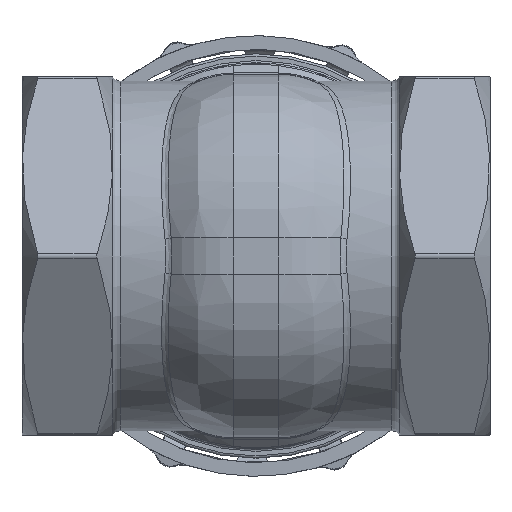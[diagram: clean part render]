
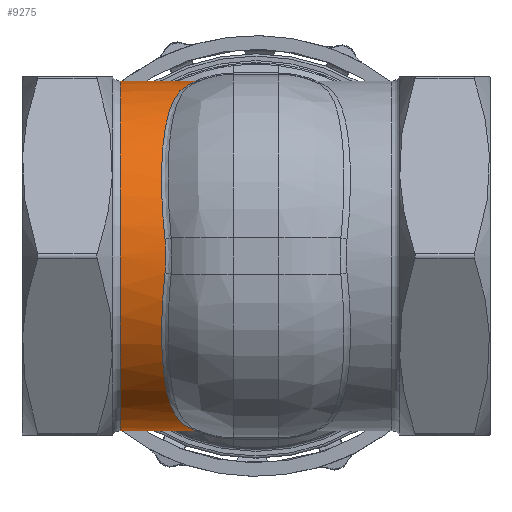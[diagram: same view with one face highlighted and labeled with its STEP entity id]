
A CAD part, front view. The second image highlights one B-rep face of the part: STEP entity #9275.
In plain terms, the highlighted cylindrical face has radius 38.5 mm (diameter 77 mm), a full revolution.
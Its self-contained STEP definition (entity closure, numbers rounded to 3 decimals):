
#408=B_SPLINE_CURVE_WITH_KNOTS('',3,(#13648,#13649,#13650,#13651,#13652,
#13653,#13654,#13655,#13656,#13657,#13658,#13659),.UNSPECIFIED.,.F.,.F.,
(4,1,1,1,1,1,1,1,1,4),(0.,0.709,2.127,2.836,
3.19,3.544,3.899,4.253,4.608,
4.962),.UNSPECIFIED.);
#410=B_SPLINE_CURVE_WITH_KNOTS('',3,(#13703,#13704,#13705,#13706,#13707,
#13708,#13709,#13710),.UNSPECIFIED.,.F.,.F.,(4,1,1,1,1,4),(0.,0.743,
1.486,2.971,4.457,5.2),
 .UNSPECIFIED.);
#412=B_SPLINE_CURVE_WITH_KNOTS('',3,(#13734,#13735,#13736,#13737),
 .UNSPECIFIED.,.F.,.F.,(4,4),(0.,0.803),
 .UNSPECIFIED.);
#414=B_SPLINE_CURVE_WITH_KNOTS('',3,(#13811,#13812,#13813,#13814,#13815,
#13816),.UNSPECIFIED.,.F.,.F.,(4,1,1,4),(0.,0.354,0.709,
0.858),.UNSPECIFIED.);
#415=B_SPLINE_CURVE_WITH_KNOTS('',3,(#13817,#13818,#13819,#13820,#13821,
#13822,#13823,#13824,#13825),.UNSPECIFIED.,.F.,.F.,(4,1,1,1,1,1,4),(0.858,
1.063,1.418,2.127,3.544,4.253,
4.962),.UNSPECIFIED.);
#417=B_SPLINE_CURVE_WITH_KNOTS('',3,(#13866,#13867,#13868,#13869,#13870,
#13871,#13872,#13873),.UNSPECIFIED.,.F.,.F.,(4,1,1,1,1,4),(0.,
1.486,2.229,3.714,4.457,5.2),
 .UNSPECIFIED.);
#419=B_SPLINE_CURVE_WITH_KNOTS('',3,(#13907,#13908,#13909,#13910),
 .UNSPECIFIED.,.F.,.F.,(4,4),(0.,0.432),.UNSPECIFIED.);
#421=B_SPLINE_CURVE_WITH_KNOTS('',3,(#13935,#13936,#13937,#13938),
 .UNSPECIFIED.,.F.,.F.,(4,4),(0.,0.432),
 .UNSPECIFIED.);
#1025=CYLINDRICAL_SURFACE('',#9965,38.5);
#1409=FACE_OUTER_BOUND('',#1928,.T.);
#1928=EDGE_LOOP('',(#6336,#6337,#6338,#6339,#6340,#6341,#6342,#6343,#6344,
#6345,#6346,#6347));
#2490=LINE('',#13980,#2849);
#2849=VECTOR('',#11028,38.5);
#3138=CIRCLE('',#9956,38.5);
#3144=CIRCLE('',#9966,38.5);
#3580=VERTEX_POINT('',#13644);
#3581=VERTEX_POINT('',#13646);
#3582=VERTEX_POINT('',#13692);
#3584=VERTEX_POINT('',#13727);
#3586=VERTEX_POINT('',#13793);
#3589=VERTEX_POINT('',#13808);
#3590=VERTEX_POINT('',#13810);
#3591=VERTEX_POINT('',#13875);
#3594=VERTEX_POINT('',#13880);
#3603=VERTEX_POINT('',#13978);
#4603=EDGE_CURVE('',#3581,#3580,#408,.T.);
#4606=EDGE_CURVE('',#3580,#3582,#410,.T.);
#4609=EDGE_CURVE('',#3582,#3584,#412,.T.);
#4613=EDGE_CURVE('',#3589,#3590,#414,.T.);
#4614=EDGE_CURVE('',#3590,#3586,#415,.T.);
#4616=EDGE_CURVE('',#3584,#3589,#417,.T.);
#4620=EDGE_CURVE('',#3594,#3591,#3138,.T.);
#4622=EDGE_CURVE('',#3586,#3594,#419,.T.);
#4624=EDGE_CURVE('',#3591,#3581,#421,.T.);
#4637=EDGE_CURVE('',#3603,#3603,#3144,.T.);
#4638=EDGE_CURVE('',#3603,#3590,#2490,.T.);
#6336=ORIENTED_EDGE('',*,*,#4637,.F.);
#6337=ORIENTED_EDGE('',*,*,#4638,.T.);
#6338=ORIENTED_EDGE('',*,*,#4613,.F.);
#6339=ORIENTED_EDGE('',*,*,#4616,.F.);
#6340=ORIENTED_EDGE('',*,*,#4609,.F.);
#6341=ORIENTED_EDGE('',*,*,#4606,.F.);
#6342=ORIENTED_EDGE('',*,*,#4603,.F.);
#6343=ORIENTED_EDGE('',*,*,#4624,.F.);
#6344=ORIENTED_EDGE('',*,*,#4620,.F.);
#6345=ORIENTED_EDGE('',*,*,#4622,.F.);
#6346=ORIENTED_EDGE('',*,*,#4614,.F.);
#6347=ORIENTED_EDGE('',*,*,#4638,.F.);
#9275=ADVANCED_FACE('',(#1409),#1025,.T.);
#9956=AXIS2_PLACEMENT_3D('',#13882,#11001,#11002);
#9965=AXIS2_PLACEMENT_3D('',#13977,#11024,#11025);
#9966=AXIS2_PLACEMENT_3D('',#13979,#11026,#11027);
#11001=DIRECTION('center_axis',(1.,0.,0.));
#11002=DIRECTION('ref_axis',(0.,1.,0.));
#11024=DIRECTION('center_axis',(-1.,0.,0.));
#11025=DIRECTION('ref_axis',(0.,0.,1.));
#11026=DIRECTION('center_axis',(-1.,0.,0.));
#11027=DIRECTION('ref_axis',(0.,0.,1.));
#11028=DIRECTION('',(1.,0.,0.));
#13644=CARTESIAN_POINT('',(-66.392,-7.843,37.693));
#13646=CARTESIAN_POINT('',(-78.2,31.273,22.456));
#13648=CARTESIAN_POINT('Ctrl Pts',(-78.2,31.273,22.456));
#13649=CARTESIAN_POINT('Ctrl Pts',(-77.882,29.975,24.264));
#13650=CARTESIAN_POINT('Ctrl Pts',(-76.228,25.654,29.267));
#13651=CARTESIAN_POINT('Ctrl Pts',(-72.278,18.829,33.995));
#13652=CARTESIAN_POINT('Ctrl Pts',(-68.542,12.306,36.579));
#13653=CARTESIAN_POINT('Ctrl Pts',(-66.569,8.35,37.626));
#13654=CARTESIAN_POINT('Ctrl Pts',(-65.312,5.246,38.186));
#13655=CARTESIAN_POINT('Ctrl Pts',(-64.49,1.966,38.499));
#13656=CARTESIAN_POINT('Ctrl Pts',(-64.421,-1.429,
38.523));
#13657=CARTESIAN_POINT('Ctrl Pts',(-65.144,-4.737,38.253));
#13658=CARTESIAN_POINT('Ctrl Pts',(-65.948,-6.823,37.905));
#13659=CARTESIAN_POINT('Ctrl Pts',(-66.392,-7.843,
37.693));
#13692=CARTESIAN_POINT('',(-71.544,-38.312,3.802));
#13703=CARTESIAN_POINT('Ctrl Pts',(-66.392,-7.843,
37.693));
#13704=CARTESIAN_POINT('Ctrl Pts',(-67.321,-9.979,
37.248));
#13705=CARTESIAN_POINT('Ctrl Pts',(-68.837,-14.3,
35.963));
#13706=CARTESIAN_POINT('Ctrl Pts',(-70.959,-22.553,
31.807));
#13707=CARTESIAN_POINT('Ctrl Pts',(-72.313,-31.376,
23.794));
#13708=CARTESIAN_POINT('Ctrl Pts',(-72.363,-36.749,
13.08));
#13709=CARTESIAN_POINT('Ctrl Pts',(-71.804,-38.081,
6.132));
#13710=CARTESIAN_POINT('Ctrl Pts',(-71.544,-38.312,
3.802));
#13727=CARTESIAN_POINT('',(-71.544,-38.312,-3.802));
#13734=CARTESIAN_POINT('Ctrl Pts',(-71.544,-38.312,3.802));
#13735=CARTESIAN_POINT('Ctrl Pts',(-71.264,-38.562,
1.285));
#13736=CARTESIAN_POINT('Ctrl Pts',(-71.264,-38.562,
-1.285));
#13737=CARTESIAN_POINT('Ctrl Pts',(-71.544,-38.312,
-3.802));
#13793=CARTESIAN_POINT('',(-78.197,31.273,-22.455));
#13808=CARTESIAN_POINT('',(-66.392,-7.843,-37.693));
#13810=CARTESIAN_POINT('',(-64.484,0.,-38.5));
#13811=CARTESIAN_POINT('Ctrl Pts',(-66.392,-7.843,
-37.693));
#13812=CARTESIAN_POINT('Ctrl Pts',(-65.948,-6.823,
-37.905));
#13813=CARTESIAN_POINT('Ctrl Pts',(-65.143,-4.737,
-38.253));
#13814=CARTESIAN_POINT('Ctrl Pts',(-64.562,-2.068,-38.471));
#13815=CARTESIAN_POINT('Ctrl Pts',(-64.485,-0.473,-38.5));
#13816=CARTESIAN_POINT('Ctrl Pts',(-64.485,0.,
-38.5));
#13817=CARTESIAN_POINT('Ctrl Pts',(-64.484,0.,
-38.5));
#13818=CARTESIAN_POINT('Ctrl Pts',(-64.485,0.651,
-38.5));
#13819=CARTESIAN_POINT('Ctrl Pts',(-64.603,2.425,-38.455));
#13820=CARTESIAN_POINT('Ctrl Pts',(-65.588,6.342,-38.081));
#13821=CARTESIAN_POINT('Ctrl Pts',(-68.995,13.37,-36.491));
#13822=CARTESIAN_POINT('Ctrl Pts',(-73.408,20.599,-32.977));
#13823=CARTESIAN_POINT('Ctrl Pts',(-76.779,27.108,-27.597));
#13824=CARTESIAN_POINT('Ctrl Pts',(-77.879,29.975,-24.263));
#13825=CARTESIAN_POINT('Ctrl Pts',(-78.196,31.273,-22.455));
#13866=CARTESIAN_POINT('Ctrl Pts',(-71.544,-38.312,
-3.802));
#13867=CARTESIAN_POINT('Ctrl Pts',(-72.063,-37.849,
-8.462));
#13868=CARTESIAN_POINT('Ctrl Pts',(-72.415,-35.853,
-15.36));
#13869=CARTESIAN_POINT('Ctrl Pts',(-72.044,-29.607,
-25.395));
#13870=CARTESIAN_POINT('Ctrl Pts',(-70.958,-22.555,
-31.808));
#13871=CARTESIAN_POINT('Ctrl Pts',(-68.837,-14.299,
-35.963));
#13872=CARTESIAN_POINT('Ctrl Pts',(-67.321,-9.979,-37.248));
#13873=CARTESIAN_POINT('Ctrl Pts',(-66.392,-7.843,
-37.693));
#13875=CARTESIAN_POINT('',(-78.5,33.478,19.012));
#13880=CARTESIAN_POINT('',(-78.5,33.478,-19.012));
#13882=CARTESIAN_POINT('Origin',(-78.5,0.,0.));
#13907=CARTESIAN_POINT('Ctrl Pts',(-78.2,31.273,-22.456));
#13908=CARTESIAN_POINT('Ctrl Pts',(-78.393,32.064,-21.354));
#13909=CARTESIAN_POINT('Ctrl Pts',(-78.5,32.803,-20.202));
#13910=CARTESIAN_POINT('Ctrl Pts',(-78.5,33.478,-19.012));
#13935=CARTESIAN_POINT('Ctrl Pts',(-78.5,33.478,19.012));
#13936=CARTESIAN_POINT('Ctrl Pts',(-78.5,32.803,20.202));
#13937=CARTESIAN_POINT('Ctrl Pts',(-78.393,32.064,21.354));
#13938=CARTESIAN_POINT('Ctrl Pts',(-78.2,31.273,22.456));
#13977=CARTESIAN_POINT('Origin',(-20.,0.,0.));
#13978=CARTESIAN_POINT('',(-81.353,0.,-38.5));
#13979=CARTESIAN_POINT('Origin',(-81.353,0.,0.));
#13980=CARTESIAN_POINT('',(-20.,0.,-38.5));
